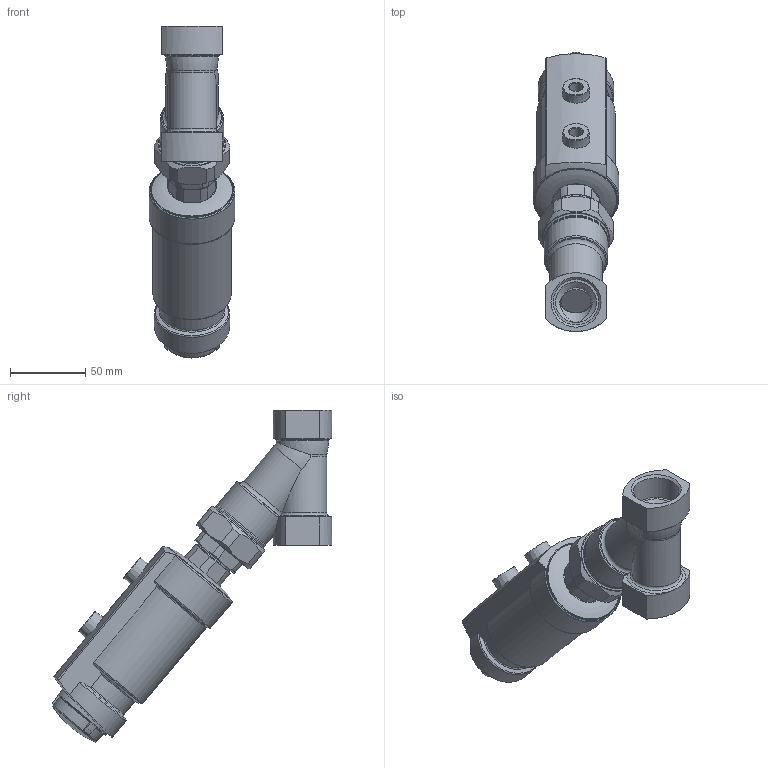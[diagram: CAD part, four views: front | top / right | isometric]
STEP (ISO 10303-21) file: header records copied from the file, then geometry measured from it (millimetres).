
FILE_DESCRIPTION(/* description */ ('STEP AP214'),/* implementation_level */ '2;1');
FILE_NAME(/* name */ '8111592_VZXA-B-TS6-25-M2-B1T-8_3-K-46-17-PM',/* time_stamp */ '2024-09-18T11:31:57+02:00',/* author */ ('License CC BY-ND 4.0'),/* organization */ ('CADENAS'),/* preprocessor_version */ 'ST-DEVELOPER v19.3',/* originating_system */ 'PARTsolutions',/* authorisation */ ' ');
FILE_SCHEMA (('AUTOMOTIVE_DESIGN {1 0 10303 214 3 1 1}'));
Length unit declared in the file: millimetre
Products named in the file (5): 8111592 VZXA-B-TS6-25-M2-B1T-8.3-K-46-17-PM---(0); 3539411 VZZA---T-S6-25-M2-B1-T; 8111352 DFPK-46-PM_housing---(0); 3465682 DFP_ec; 2284889 DFPK---(cover)
Assembly tree (4 placements, depth 2):
  8111592 VZXA-B-TS6-25-M2-B1T-8.3-K-46-17-PM---(0)
    3539411 VZZA---T-S6-25-M2-B1-T
    8111352 DFPK-46-PM_housing---(0)
    3465682 DFP_ec
    2284889 DFPK---(cover)
Bounding box: 56.93 x 185.86 x 220.62 mm (x, y, z)
Volume: 430920 mm3; surface area: 80949.9 mm2
Topology: 4 solids, 4 shells, 294 faces, 708 edges, 456 vertices
Faces by surface type: plane 104, cylinder 73, torus 60, cone 52, sphere 5
Full cylindrical faces by diameter (mm): 7.28 x2, 8.2 x1, 8.376 x1, 8.566 x2, 10 x3, 11 x1, 16 x2, 18.2 x1, 22 x1, 24 x1, 27 x1, 27.9 x1, 28 x1, 28.5 x1, 30.291 x2, 32 x1, 33.1 x1, 33.376 x1, 37.1 x1, 37.835 x1, 38 x1, 39.4 x1, 40 x1, 41.7 x1, 42 x2, 42.13 x1, 53.9 x1
Entity records: 9586 total; most frequent: CARTESIAN_POINT 2180, DIRECTION 1262, ORIENTED_EDGE 1174, EDGE_CURVE 587, AXIS2_PLACEMENT_3D 563, VERTEX_POINT 431, FACE_BOUND 424, EDGE_LOOP 423
